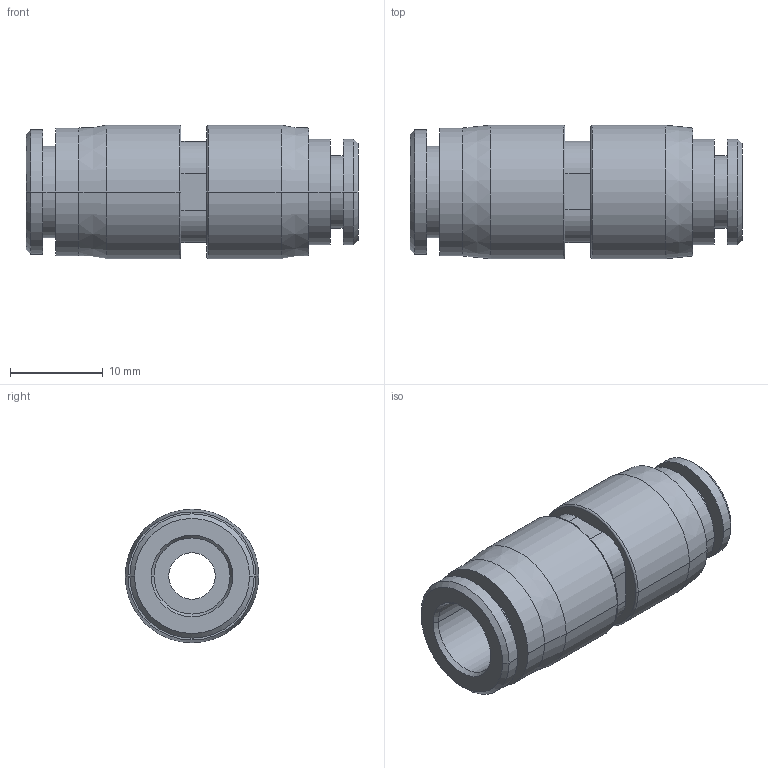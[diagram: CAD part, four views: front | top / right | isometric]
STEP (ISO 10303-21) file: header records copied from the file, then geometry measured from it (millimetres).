
FILE_DESCRIPTION((''),'2;1');
FILE_NAME('347111B_958P-8-6','2005-04-27T',('konstruktion'),(''),'PRO/ENGINEER BY PARAMETRIC TECHNOLOGY CORPORATION, 2004440','PRO/ENGINEER BY PARAMETRIC TECHNOLOGY CORPORATION, 2004440','');
FILE_SCHEMA(('CONFIG_CONTROL_DESIGN'));
Length unit declared in the file: millimetre
Products named in the file (1): 347111B_958P-8-6
Bounding box: 35.8 x 14.4 x 14.4 mm (x, y, z)
Volume: 3580.1 mm3; surface area: 2862 mm2
Topology: 1 solids, 1 shells, 57 faces, 120 edges, 74 vertices
Faces by surface type: cylinder 26, plane 15, cone 12, torus 4
Entity records: 1582 total; most frequent: DIRECTION 304, CARTESIAN_POINT 251, ORIENTED_EDGE 240, AXIS2_PLACEMENT_3D 127, EDGE_CURVE 120, VERTEX_POINT 74, CIRCLE 70, EDGE_LOOP 68
